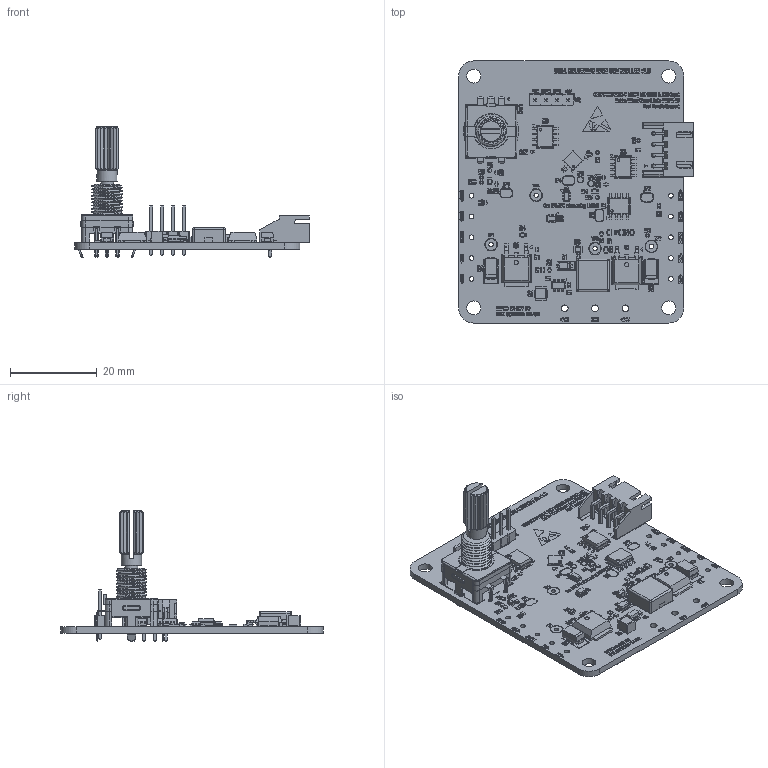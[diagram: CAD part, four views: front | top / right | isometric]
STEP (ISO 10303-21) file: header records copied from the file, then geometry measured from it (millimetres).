
FILE_DESCRIPTION(('KiCad electronic assembly'),'2;1');
FILE_NAME('hakko_station.step','2025-05-29T16:10:15',('Pcbnew'),('Kicad' ),'Open CASCADE STEP processor 7.8','KiCad to STEP converter', 'Unknown');
FILE_SCHEMA(('AUTOMOTIVE_DESIGN { 1 0 10303 214 1 1 1 1 }'));
Length unit declared in the file: millimetre
Products named in the file (21): hakko_station 1; EC11_Rotary_Encoder_Switched; SOT-23-6; R_0603_1608Metric; C_0603_1608Metric; R_0402_1005Metric; TO-252-2; hakko_station 1.7.1; SOT-363_SC-70-6; C_1210_3225Metric; PinHeader_1x04_P2.54mm_Vertical; D_SMA; QFN40P300X300X60-20; SOIC-8_3.9x4.9mm_P1.27mm; C_0402_1005Metric; L_SXN_SMDRI73; D_SOD-123; JST_XH_S4B-XH-A_1x04_P2.50mm_Horizontal; C_0805_2012Metric; hakko_station_silkscreen; hakko_station_PCB
Assembly tree (48 placements, depth 3):
  hakko_station 1
    EC11_Rotary_Encoder_Switched
    SOT-23-6
    R_0603_1608Metric  x6
    C_0603_1608Metric
    R_0402_1005Metric  x11
    TO-252-2  x2
      hakko_station 1.7.1
    SOT-363_SC-70-6  x2
    C_1210_3225Metric
    PinHeader_1x04_P2.54mm_Vertical
    D_SMA  x2
    QFN40P300X300X60-20
    SOIC-8_3.9x4.9mm_P1.27mm  x3
    C_0402_1005Metric  x9
    L_SXN_SMDRI73
    D_SOD-123
    JST_XH_S4B-XH-A_1x04_P2.50mm_Horizontal
    C_0805_2012Metric
    hakko_station_silkscreen
    hakko_station_PCB
Bounding box: 54.2 x 60.5 x 30.08 mm (x, y, z)
Volume: 6671.2 mm3; surface area: 11643.1 mm2
Topology: 83 solids, 689 shells, 3606 faces, 23925 edges, 21148 vertices
Faces by surface type: plane 2604, cylinder 686, bspline 253, cone 35, torus 24, sphere 4
Full cylindrical faces by diameter (mm): 0.3 x4, 0.6 x3, 0.95 x4, 1 x15, 1.1 x10, 1.55 x3, 3 x2, 3.2 x4, 4.7 x1, 7 x8
Entity records: 211086 total; most frequent: CARTESIAN_POINT 46455, DIRECTION 27602, ORIENTED_EDGE 25516, EDGE_CURVE 20911, VERTEX_POINT 19222, LINE 18366, VECTOR 18366, AXIS2_PLACEMENT_3D 4618
